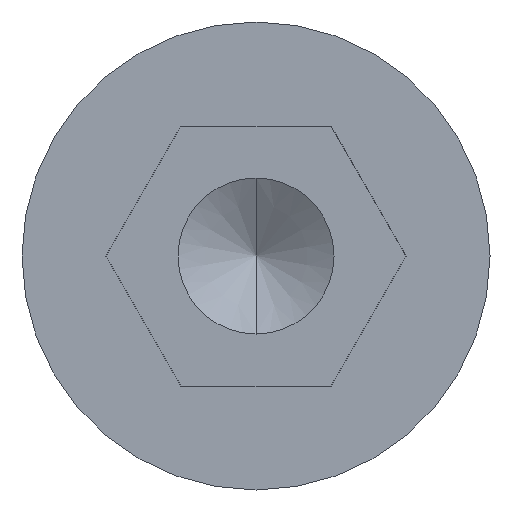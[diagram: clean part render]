
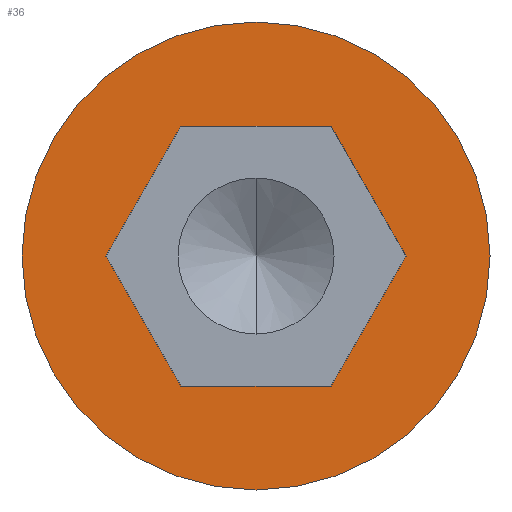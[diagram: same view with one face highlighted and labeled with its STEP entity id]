
A CAD part, left-side view. The second image highlights one B-rep face of the part: STEP entity #36.
In plain terms, the highlighted planar face has unit normal (-1, 0, 0).
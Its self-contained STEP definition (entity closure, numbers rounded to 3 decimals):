
#29 = VECTOR ( 'NONE', #515, 1000. ) ;
#36 = ADVANCED_FACE ( 'NONE', ( #361, #60 ), #383, .F. ) ;
#38 = VERTEX_POINT ( 'NONE', #339 ) ;
#49 = DIRECTION ( 'NONE',  ( 0., -0.5, -0.866 ) ) ;
#60 = FACE_OUTER_BOUND ( 'NONE', #603, .T. ) ;
#66 = LINE ( 'NONE', #198, #448 ) ;
#71 = CARTESIAN_POINT ( 'NONE',  ( -7.5, 5.774, 0. ) ) ;
#76 = ORIENTED_EDGE ( 'NONE', *, *, #442, .F. ) ;
#77 = ORIENTED_EDGE ( 'NONE', *, *, #532, .F. ) ;
#85 = ORIENTED_EDGE ( 'NONE', *, *, #353, .F. ) ;
#93 = CARTESIAN_POINT ( 'NONE',  ( -7.5, 2.887, 5. ) ) ;
#106 = EDGE_CURVE ( 'NONE', #612, #349, #557, .T. ) ;
#114 = CARTESIAN_POINT ( 'NONE',  ( -7.5, -2.887, -5. ) ) ;
#124 = ORIENTED_EDGE ( 'NONE', *, *, #106, .F. ) ;
#139 = EDGE_LOOP ( 'NONE', ( #175, #221, #167, #190, #124, #76 ) ) ;
#167 = ORIENTED_EDGE ( 'NONE', *, *, #523, .F. ) ;
#170 = AXIS2_PLACEMENT_3D ( 'NONE', #455, #401, #305 ) ;
#171 = DIRECTION ( 'NONE',  ( 0., 0.5, 0.866 ) ) ;
#175 = ORIENTED_EDGE ( 'NONE', *, *, #483, .F. ) ;
#177 = CARTESIAN_POINT ( 'NONE',  ( -7.5, -2.887, 5. ) ) ;
#183 = VECTOR ( 'NONE', #555, 1000. ) ;
#190 = ORIENTED_EDGE ( 'NONE', *, *, #589, .F. ) ;
#192 = AXIS2_PLACEMENT_3D ( 'NONE', #435, #579, #434 ) ;
#198 = CARTESIAN_POINT ( 'NONE',  ( -7.5, 5.774, 0. ) ) ;
#204 = LINE ( 'NONE', #223, #29 ) ;
#221 = ORIENTED_EDGE ( 'NONE', *, *, #411, .F. ) ;
#223 = CARTESIAN_POINT ( 'NONE',  ( -7.5, 0., -5. ) ) ;
#226 = DIRECTION ( 'NONE',  ( 0., 1., 0. ) ) ;
#292 = CARTESIAN_POINT ( 'NONE',  ( -7.5, 0., 0. ) ) ;
#296 = CIRCLE ( 'NONE', #170, 9. ) ;
#305 = DIRECTION ( 'NONE',  ( 0., 0., -1. ) ) ;
#311 = LINE ( 'NONE', #114, #183 ) ;
#317 = CARTESIAN_POINT ( 'NONE',  ( -7.5, -5.774, 0. ) ) ;
#323 = CARTESIAN_POINT ( 'NONE',  ( -7.5, 0., -9. ) ) ;
#339 = CARTESIAN_POINT ( 'NONE',  ( -7.5, 2.887, -5. ) ) ;
#349 = VERTEX_POINT ( 'NONE', #71 ) ;
#353 = EDGE_CURVE ( 'NONE', #412, #449, #296, .T. ) ;
#361 = FACE_BOUND ( 'NONE', #139, .T. ) ;
#364 = VERTEX_POINT ( 'NONE', #602 ) ;
#383 = PLANE ( 'NONE',  #422 ) ;
#386 = VECTOR ( 'NONE', #482, 1000. ) ;
#401 = DIRECTION ( 'NONE',  ( 1., 0., 0. ) ) ;
#402 = VECTOR ( 'NONE', #226, 1000. ) ;
#411 = EDGE_CURVE ( 'NONE', #364, #541, #311, .T. ) ;
#412 = VERTEX_POINT ( 'NONE', #556 ) ;
#422 = AXIS2_PLACEMENT_3D ( 'NONE', #292, #634, #626 ) ;
#434 = DIRECTION ( 'NONE',  ( 0., 0., -1. ) ) ;
#435 = CARTESIAN_POINT ( 'NONE',  ( -7.5, 0., 0. ) ) ;
#436 = LINE ( 'NONE', #462, #402 ) ;
#442 = EDGE_CURVE ( 'NONE', #479, #612, #436, .T. ) ;
#448 = VECTOR ( 'NONE', #49, 1000. ) ;
#449 = VERTEX_POINT ( 'NONE', #323 ) ;
#455 = CARTESIAN_POINT ( 'NONE',  ( -7.5, 0., 0. ) ) ;
#462 = CARTESIAN_POINT ( 'NONE',  ( -7.5, 0., 5. ) ) ;
#466 = CARTESIAN_POINT ( 'NONE',  ( -7.5, -5.774, 0. ) ) ;
#479 = VERTEX_POINT ( 'NONE', #177 ) ;
#482 = DIRECTION ( 'NONE',  ( 0., 0.5, -0.866 ) ) ;
#483 = EDGE_CURVE ( 'NONE', #541, #479, #594, .T. ) ;
#499 = CARTESIAN_POINT ( 'NONE',  ( -7.5, 2.887, 5. ) ) ;
#515 = DIRECTION ( 'NONE',  ( 0., -1., 0. ) ) ;
#517 = VECTOR ( 'NONE', #171, 1000. ) ;
#523 = EDGE_CURVE ( 'NONE', #38, #364, #204, .T. ) ;
#532 = EDGE_CURVE ( 'NONE', #449, #412, #575, .T. ) ;
#541 = VERTEX_POINT ( 'NONE', #317 ) ;
#555 = DIRECTION ( 'NONE',  ( 0., -0.5, 0.866 ) ) ;
#556 = CARTESIAN_POINT ( 'NONE',  ( -7.5, 0., 9. ) ) ;
#557 = LINE ( 'NONE', #93, #386 ) ;
#575 = CIRCLE ( 'NONE', #192, 9. ) ;
#579 = DIRECTION ( 'NONE',  ( 1., 0., 0. ) ) ;
#589 = EDGE_CURVE ( 'NONE', #349, #38, #66, .T. ) ;
#594 = LINE ( 'NONE', #466, #517 ) ;
#602 = CARTESIAN_POINT ( 'NONE',  ( -7.5, -2.887, -5. ) ) ;
#603 = EDGE_LOOP ( 'NONE', ( #77, #85 ) ) ;
#612 = VERTEX_POINT ( 'NONE', #499 ) ;
#626 = DIRECTION ( 'NONE',  ( 0., 0., -1. ) ) ;
#634 = DIRECTION ( 'NONE',  ( 1., 0., 0. ) ) ;
